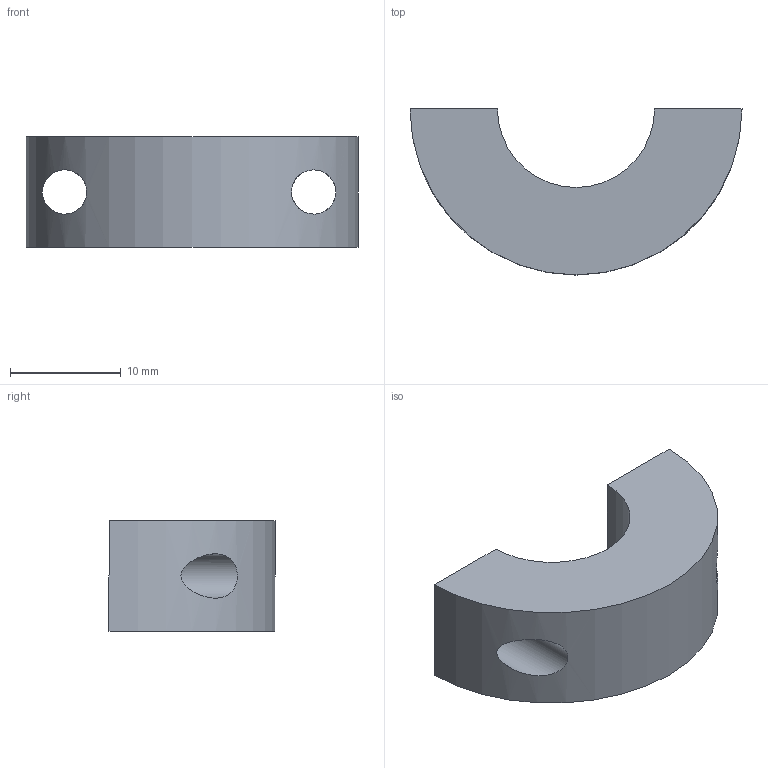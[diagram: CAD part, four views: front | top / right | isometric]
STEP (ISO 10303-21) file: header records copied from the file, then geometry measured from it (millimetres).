
FILE_DESCRIPTION(/* description */ (''),/* implementation_level */ '2;1');
FILE_NAME(/* name */ '',/* time_stamp */ '2025-11-24T20:50:37+03:00',/* author */ ('katya_notebook'),/* organization */ (''),/* preprocessor_version */ 'ST-DEVELOPER v20',/* originating_system */ 'Autodesk Inventor 2024',/* authorisation */ '');
FILE_SCHEMA (('AUTOMOTIVE_DESIGN { 1 0 10303 214 3 1 1 }'));
Length unit declared in the file: millimetre
Products named in the file (1): верх штуки для 
подшипников
Bounding box: 30 x 15 x 10 mm (x, y, z)
Volume: 2496.6 mm3; surface area: 1579.1 mm2
Topology: 1 solids, 1 shells, 8 faces, 20 edges, 14 vertices
Faces by surface type: cylinder 4, plane 4
Full cylindrical faces by diameter (mm): 4 x2
Entity records: 365 total; most frequent: CARTESIAN_POINT 119, ORIENTED_EDGE 40, DIRECTION 40, EDGE_CURVE 20, AXIS2_PLACEMENT_3D 15, VERTEX_POINT 14, EDGE_LOOP 12, LINE 10
